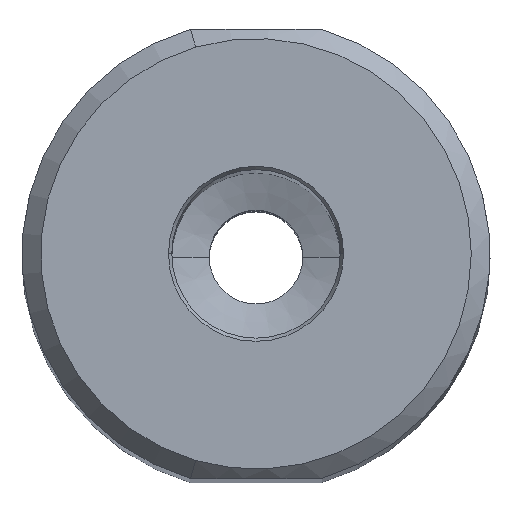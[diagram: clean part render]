
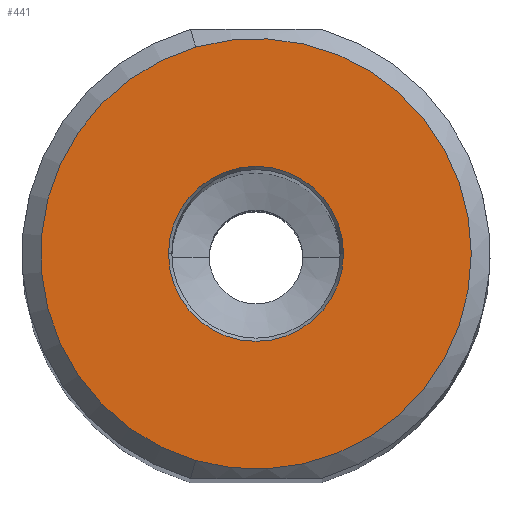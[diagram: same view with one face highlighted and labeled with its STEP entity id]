
A CAD part, top view. The second image highlights one B-rep face of the part: STEP entity #441.
In plain terms, the highlighted planar face has unit normal (0, 0, 1).
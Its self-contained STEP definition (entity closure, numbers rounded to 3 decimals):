
#441=ADVANCED_FACE('',(#540,#541),#502,.T.);
#502=PLANE('',#1557);
#540=FACE_BOUND('',#581,.T.);
#541=FACE_BOUND('',#582,.T.);
#581=EDGE_LOOP('',(#768,#769));
#582=EDGE_LOOP('',(#770,#771));
#768=ORIENTED_EDGE('',*,*,#1212,.T.);
#769=ORIENTED_EDGE('',*,*,#1210,.F.);
#770=ORIENTED_EDGE('',*,*,#1213,.T.);
#771=ORIENTED_EDGE('',*,*,#1214,.T.);
#1069=VERTEX_POINT('',#2690);
#1070=VERTEX_POINT('',#2692);
#1071=VERTEX_POINT('',#2698);
#1072=VERTEX_POINT('',#2699);
#1210=EDGE_CURVE('',#1069,#1070,#1364,.T.);
#1212=EDGE_CURVE('',#1069,#1070,#1365,.T.);
#1213=EDGE_CURVE('',#1071,#1072,#1366,.T.);
#1214=EDGE_CURVE('',#1072,#1071,#1367,.T.);
#1364=CIRCLE('',#1551,11.5);
#1365=CIRCLE('',#1553,11.5);
#1366=CIRCLE('',#1555,4.673);
#1367=CIRCLE('',#1556,4.673);
#1551=AXIS2_PLACEMENT_3D('',#2691,#1816,#1817);
#1553=AXIS2_PLACEMENT_3D('',#2695,#1821,#1822);
#1555=AXIS2_PLACEMENT_3D('',#2697,#1825,#1826);
#1556=AXIS2_PLACEMENT_3D('',#2700,#1827,#1828);
#1557=AXIS2_PLACEMENT_3D('',#2701,#1829,#1830);
#1816=DIRECTION('',(0.,0.,-1.));
#1817=DIRECTION('',(-0.28,0.96,0.));
#1821=DIRECTION('',(0.,0.,1.));
#1822=DIRECTION('',(-0.28,0.96,0.));
#1825=DIRECTION('',(0.,0.,-1.));
#1826=DIRECTION('',(-1.,0.,0.));
#1827=DIRECTION('',(0.,0.,-1.));
#1828=DIRECTION('',(1.,0.,0.));
#1829=DIRECTION('',(0.,0.,1.));
#1830=DIRECTION('',(1.,0.,0.));
#2690=CARTESIAN_POINT('',(-3.22,11.04,0.));
#2691=CARTESIAN_POINT('',(0.,0.,0.));
#2692=CARTESIAN_POINT('',(-3.22,-11.04,0.));
#2695=CARTESIAN_POINT('',(0.,0.,0.));
#2697=CARTESIAN_POINT('',(0.,0.,0.));
#2698=CARTESIAN_POINT('',(-4.673,0.,0.));
#2699=CARTESIAN_POINT('',(4.673,0.,0.));
#2700=CARTESIAN_POINT('',(0.,0.,0.));
#2701=CARTESIAN_POINT('',(0.,0.,0.));
